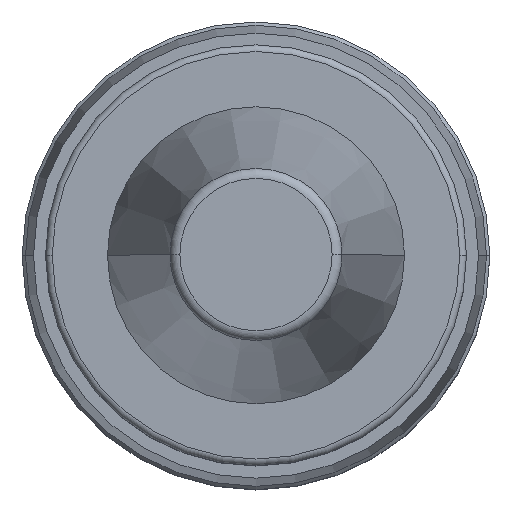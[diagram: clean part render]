
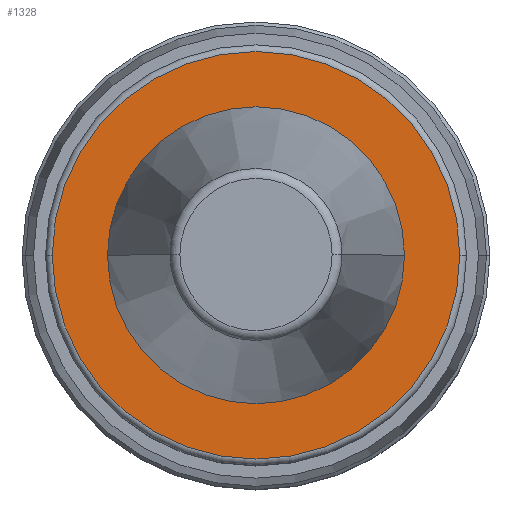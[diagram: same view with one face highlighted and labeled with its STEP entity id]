
A CAD part, top view. The second image highlights one B-rep face of the part: STEP entity #1328.
In plain terms, the highlighted planar face has unit normal (0, 0, 1).
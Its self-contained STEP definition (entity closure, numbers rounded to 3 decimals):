
#13 = ORIENTED_EDGE ( 'NONE', *, *, #679, .F. ) ;
#20 = EDGE_CURVE ( 'NONE', #607, #467, #1186, .T. ) ;
#56 = DIRECTION ( 'NONE',  ( 0., 0., 1. ) ) ;
#132 = AXIS2_PLACEMENT_3D ( 'NONE', #865, #177, #973 ) ;
#177 = DIRECTION ( 'NONE',  ( 0., 0., 1. ) ) ;
#208 = CARTESIAN_POINT ( 'NONE',  ( 21.925, 0., -67.4 ) ) ;
#215 = CARTESIAN_POINT ( 'NONE',  ( -21.925, 0., -67.4 ) ) ;
#237 = ORIENTED_EDGE ( 'NONE', *, *, #487, .T. ) ;
#241 = CARTESIAN_POINT ( 'NONE',  ( 0., 0., -67.4 ) ) ;
#262 = VERTEX_POINT ( 'NONE', #957 ) ;
#334 = EDGE_CURVE ( 'NONE', #1356, #262, #714, .T. ) ;
#365 = DIRECTION ( 'NONE',  ( 1., 0., 0. ) ) ;
#398 = AXIS2_PLACEMENT_3D ( 'NONE', #1464, #795, #516 ) ;
#421 = AXIS2_PLACEMENT_3D ( 'NONE', #519, #56, #853 ) ;
#467 = VERTEX_POINT ( 'NONE', #208 ) ;
#487 = EDGE_CURVE ( 'NONE', #262, #1356, #998, .T. ) ;
#516 = DIRECTION ( 'NONE',  ( 1., 0., 0. ) ) ;
#519 = CARTESIAN_POINT ( 'NONE',  ( 0., 21.925, -67.4 ) ) ;
#534 = FACE_OUTER_BOUND ( 'NONE', #1181, .T. ) ;
#580 = PLANE ( 'NONE',  #421 ) ;
#607 = VERTEX_POINT ( 'NONE', #215 ) ;
#676 = CIRCLE ( 'NONE', #132, 21.925 ) ;
#679 = EDGE_CURVE ( 'NONE', #467, #607, #676, .T. ) ;
#714 = CIRCLE ( 'NONE', #1241, 30.5 ) ;
#772 = DIRECTION ( 'NONE',  ( 1., 0., 0. ) ) ;
#795 = DIRECTION ( 'NONE',  ( 0., 0., 1. ) ) ;
#853 = DIRECTION ( 'NONE',  ( 1., 0., 0. ) ) ;
#865 = CARTESIAN_POINT ( 'NONE',  ( 0., 0., -67.4 ) ) ;
#924 = FACE_BOUND ( 'NONE', #1032, .T. ) ;
#957 = CARTESIAN_POINT ( 'NONE',  ( 30.5, 0., -67.4 ) ) ;
#973 = DIRECTION ( 'NONE',  ( 1., 0., 0. ) ) ;
#989 = ORIENTED_EDGE ( 'NONE', *, *, #20, .F. ) ;
#998 = CIRCLE ( 'NONE', #398, 30.5 ) ;
#1032 = EDGE_LOOP ( 'NONE', ( #13, #989 ) ) ;
#1039 = DIRECTION ( 'NONE',  ( 0., 0., 1. ) ) ;
#1100 = ORIENTED_EDGE ( 'NONE', *, *, #334, .T. ) ;
#1127 = AXIS2_PLACEMENT_3D ( 'NONE', #1250, #1436, #772 ) ;
#1181 = EDGE_LOOP ( 'NONE', ( #237, #1100 ) ) ;
#1186 = CIRCLE ( 'NONE', #1127, 21.925 ) ;
#1189 = CARTESIAN_POINT ( 'NONE',  ( -30.5, 0., -67.4 ) ) ;
#1241 = AXIS2_PLACEMENT_3D ( 'NONE', #241, #1039, #365 ) ;
#1250 = CARTESIAN_POINT ( 'NONE',  ( 0., 0., -67.4 ) ) ;
#1328 = ADVANCED_FACE ( 'NONE', ( #534, #924 ), #580, .T. ) ;
#1356 = VERTEX_POINT ( 'NONE', #1189 ) ;
#1436 = DIRECTION ( 'NONE',  ( 0., 0., 1. ) ) ;
#1464 = CARTESIAN_POINT ( 'NONE',  ( 0., 0., -67.4 ) ) ;
